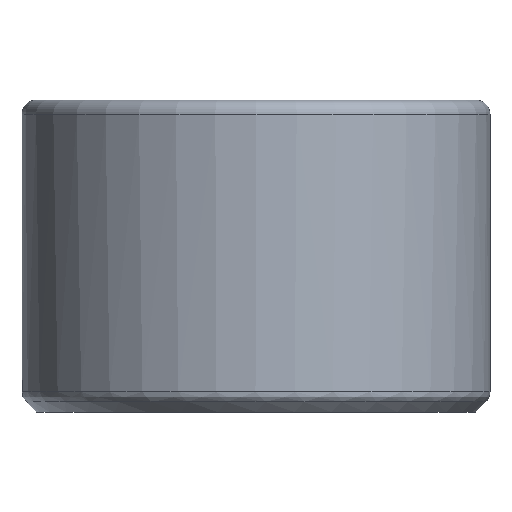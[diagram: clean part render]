
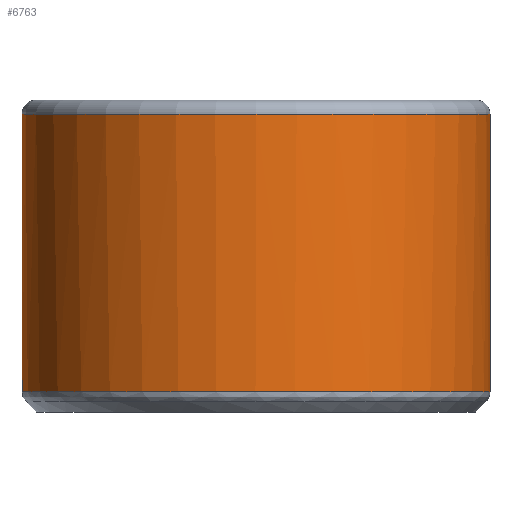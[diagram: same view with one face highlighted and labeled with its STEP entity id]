
A CAD part, front view. The second image highlights one B-rep face of the part: STEP entity #6763.
In plain terms, the highlighted cylindrical face has radius 16.5 mm (diameter 33 mm), a full revolution.
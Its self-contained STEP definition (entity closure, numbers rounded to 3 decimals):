
#6211 = TOROIDAL_SURFACE('',#6212,15.5,1.);
#6212 = AXIS2_PLACEMENT_3D('',#6213,#6214,#6215);
#6213 = CARTESIAN_POINT('',(0.,0.,21.));
#6214 = DIRECTION('',(0.,0.,1.));
#6215 = DIRECTION('',(1.,0.,-0.));
#6578 = VERTEX_POINT('',#6579);
#6579 = CARTESIAN_POINT('',(16.5,0.,21.));
#6599 = EDGE_CURVE('',#6578,#6578,#6600,.T.);
#6600 = SURFACE_CURVE('',#6601,(#6606,#6613),.PCURVE_S1.);
#6601 = CIRCLE('',#6602,16.5);
#6602 = AXIS2_PLACEMENT_3D('',#6603,#6604,#6605);
#6603 = CARTESIAN_POINT('',(0.,0.,21.));
#6604 = DIRECTION('',(0.,0.,1.));
#6605 = DIRECTION('',(1.,0.,-0.));
#6606 = PCURVE('',#6211,#6607);
#6607 = DEFINITIONAL_REPRESENTATION('',(#6608),#6612);
#6608 = LINE('',#6609,#6610);
#6609 = CARTESIAN_POINT('',(0.,0.));
#6610 = VECTOR('',#6611,1.);
#6611 = DIRECTION('',(1.,0.));
#6612 = ( GEOMETRIC_REPRESENTATION_CONTEXT(2) 
PARAMETRIC_REPRESENTATION_CONTEXT() REPRESENTATION_CONTEXT('2D SPACE',''
  ) );
#6613 = PCURVE('',#6614,#6619);
#6614 = CYLINDRICAL_SURFACE('',#6615,16.5);
#6615 = AXIS2_PLACEMENT_3D('',#6616,#6617,#6618);
#6616 = CARTESIAN_POINT('',(0.,0.,0.));
#6617 = DIRECTION('',(-0.,-0.,-1.));
#6618 = DIRECTION('',(1.,0.,0.));
#6619 = DEFINITIONAL_REPRESENTATION('',(#6620),#6624);
#6620 = LINE('',#6621,#6622);
#6621 = CARTESIAN_POINT('',(-0.,-21.));
#6622 = VECTOR('',#6623,1.);
#6623 = DIRECTION('',(-1.,0.));
#6624 = ( GEOMETRIC_REPRESENTATION_CONTEXT(2) 
PARAMETRIC_REPRESENTATION_CONTEXT() REPRESENTATION_CONTEXT('2D SPACE',''
  ) );
#6709 = ( BOUNDED_SURFACE() B_SPLINE_SURFACE(2,14,(
    (#6710,#6711,#6712,#6713,#6714,#6715,#6716,#6717,#6718,#6719,#6720
      ,#6721,#6722,#6723,#6724)
    ,(#6725,#6726,#6727,#6728,#6729,#6730,#6731,#6732,#6733,#6734,#6735
      ,#6736,#6737,#6738,#6739)
    ,(#6740,#6741,#6742,#6743,#6744,#6745,#6746,#6747,#6748,#6749,#6750
      ,#6751,#6752,#6753,#6754
)),.UNSPECIFIED.,.F.,.T.,.F.) B_SPLINE_SURFACE_WITH_KNOTS((3,3),(15,15),
  (0.,103.673),(0.,103.673),
.PIECEWISE_BEZIER_KNOTS.) GEOMETRIC_REPRESENTATION_ITEM() 
RATIONAL_B_SPLINE_SURFACE((
    (1.,1.,1.,1.,1.,1.
      ,1.,1.,1.,1.
      ,1.,1.,1.,1.,1.)
    ,(0.924,0.924,0.924,0.924
      ,0.924,0.924,0.924,0.924
      ,0.924,0.924,0.924,0.924
      ,0.924,0.924,0.924)
    ,(1.,1.,1.,1.,1.,1.
      ,1.,1.,1.,1.
      ,1.,1.,1.,1.,1.
))) REPRESENTATION_ITEM('') SURFACE() );
#6710 = CARTESIAN_POINT('',(16.5,0.,1.414));
#6711 = CARTESIAN_POINT('',(16.5,7.298,
    1.414));
#6712 = CARTESIAN_POINT('',(13.024,14.751,
    1.414));
#6713 = CARTESIAN_POINT('',(5.828,20.418,
    1.414));
#6714 = CARTESIAN_POINT('',(-3.988,22.28,
    1.414));
#6715 = CARTESIAN_POINT('',(-14.155,18.593,
    1.414));
#6716 = CARTESIAN_POINT('',(-20.976,11.293,
    1.414));
#6717 = CARTESIAN_POINT('',(-25.291,0.,
    1.414));
#6718 = CARTESIAN_POINT('',(-20.976,-11.293,
    1.414));
#6719 = CARTESIAN_POINT('',(-14.155,-18.593,
    1.414));
#6720 = CARTESIAN_POINT('',(-3.988,-22.28,
    1.414));
#6721 = CARTESIAN_POINT('',(5.828,-20.418,1.414
    ));
#6722 = CARTESIAN_POINT('',(13.024,-14.751,
    1.414));
#6723 = CARTESIAN_POINT('',(16.5,-7.298,
    1.414));
#6724 = CARTESIAN_POINT('',(16.5,0.,1.414));
#6725 = CARTESIAN_POINT('',(16.5,0.,1.));
#6726 = CARTESIAN_POINT('',(16.5,7.298,1.));
#6727 = CARTESIAN_POINT('',(13.024,14.751,1.));
#6728 = CARTESIAN_POINT('',(5.828,20.418,1.));
#6729 = CARTESIAN_POINT('',(-3.988,22.28,
    1.));
#6730 = CARTESIAN_POINT('',(-14.155,18.593,
    1.));
#6731 = CARTESIAN_POINT('',(-20.976,11.293,
    1.));
#6732 = CARTESIAN_POINT('',(-25.291,0.,
    1.));
#6733 = CARTESIAN_POINT('',(-20.976,-11.293,
    1.));
#6734 = CARTESIAN_POINT('',(-14.155,-18.593,
    1.));
#6735 = CARTESIAN_POINT('',(-3.988,-22.28,
    1.));
#6736 = CARTESIAN_POINT('',(5.828,-20.418,1.));
#6737 = CARTESIAN_POINT('',(13.024,-14.751,1.));
#6738 = CARTESIAN_POINT('',(16.5,-7.298,1.));
#6739 = CARTESIAN_POINT('',(16.5,0.,1.));
#6740 = CARTESIAN_POINT('',(16.207,0.,0.707));
#6741 = CARTESIAN_POINT('',(16.207,7.169,0.707)
  );
#6742 = CARTESIAN_POINT('',(12.793,14.49,
    0.707));
#6743 = CARTESIAN_POINT('',(5.724,20.055,
    0.707));
#6744 = CARTESIAN_POINT('',(-3.917,21.885,
    0.707));
#6745 = CARTESIAN_POINT('',(-13.904,18.263,
    0.707));
#6746 = CARTESIAN_POINT('',(-20.604,11.092,
    0.707));
#6747 = CARTESIAN_POINT('',(-24.842,0.,
    0.707));
#6748 = CARTESIAN_POINT('',(-20.604,-11.092,
    0.707));
#6749 = CARTESIAN_POINT('',(-13.904,-18.263,
    0.707));
#6750 = CARTESIAN_POINT('',(-3.917,-21.885,
    0.707));
#6751 = CARTESIAN_POINT('',(5.724,-20.055,
    0.707));
#6752 = CARTESIAN_POINT('',(12.793,-14.49,
    0.707));
#6753 = CARTESIAN_POINT('',(16.207,-7.169,
    0.707));
#6754 = CARTESIAN_POINT('',(16.207,0.,
    0.707));
#6763 = ADVANCED_FACE('',(#6764),#6614,.T.);
#6764 = FACE_BOUND('',#6765,.F.);
#6765 = EDGE_LOOP('',(#6766,#6789,#6790,#6791));
#6766 = ORIENTED_EDGE('',*,*,#6767,.T.);
#6767 = EDGE_CURVE('',#6768,#6578,#6770,.T.);
#6768 = VERTEX_POINT('',#6769);
#6769 = CARTESIAN_POINT('',(16.5,0.,1.414));
#6770 = SEAM_CURVE('',#6771,(#6775,#6782),.PCURVE_S1.);
#6771 = LINE('',#6772,#6773);
#6772 = CARTESIAN_POINT('',(16.5,0.,0.));
#6773 = VECTOR('',#6774,1.);
#6774 = DIRECTION('',(0.,0.,1.));
#6775 = PCURVE('',#6614,#6776);
#6776 = DEFINITIONAL_REPRESENTATION('',(#6777),#6781);
#6777 = LINE('',#6778,#6779);
#6778 = CARTESIAN_POINT('',(-0.,0.));
#6779 = VECTOR('',#6780,1.);
#6780 = DIRECTION('',(-0.,-1.));
#6781 = ( GEOMETRIC_REPRESENTATION_CONTEXT(2) 
PARAMETRIC_REPRESENTATION_CONTEXT() REPRESENTATION_CONTEXT('2D SPACE',''
  ) );
#6782 = PCURVE('',#6614,#6783);
#6783 = DEFINITIONAL_REPRESENTATION('',(#6784),#6788);
#6784 = LINE('',#6785,#6786);
#6785 = CARTESIAN_POINT('',(-6.283,0.));
#6786 = VECTOR('',#6787,1.);
#6787 = DIRECTION('',(-0.,-1.));
#6788 = ( GEOMETRIC_REPRESENTATION_CONTEXT(2) 
PARAMETRIC_REPRESENTATION_CONTEXT() REPRESENTATION_CONTEXT('2D SPACE',''
  ) );
#6789 = ORIENTED_EDGE('',*,*,#6599,.T.);
#6790 = ORIENTED_EDGE('',*,*,#6767,.F.);
#6791 = ORIENTED_EDGE('',*,*,#6792,.F.);
#6792 = EDGE_CURVE('',#6768,#6768,#6793,.T.);
#6793 = SURFACE_CURVE('',#6794,(#6810,#6834),.PCURVE_S1.);
#6794 = ( BOUNDED_CURVE() B_SPLINE_CURVE(14,(#6795,#6796,#6797,#6798,
    #6799,#6800,#6801,#6802,#6803,#6804,#6805,#6806,#6807,#6808,#6809),
.UNSPECIFIED.,.T.,.F.) B_SPLINE_CURVE_WITH_KNOTS((15,15),(
0.,103.673),.PIECEWISE_BEZIER_KNOTS.) CURVE() 
GEOMETRIC_REPRESENTATION_ITEM() RATIONAL_B_SPLINE_CURVE((1.,1.,
    1.,1.,1.,1.,
    1.,1.,1.,1.,
    1.,1.,1.,1.,1.)) 
REPRESENTATION_ITEM('') );
#6795 = CARTESIAN_POINT('',(16.5,0.,1.414));
#6796 = CARTESIAN_POINT('',(16.5,7.298,
    1.414));
#6797 = CARTESIAN_POINT('',(13.024,14.751,
    1.414));
#6798 = CARTESIAN_POINT('',(5.828,20.418,
    1.414));
#6799 = CARTESIAN_POINT('',(-3.988,22.28,
    1.414));
#6800 = CARTESIAN_POINT('',(-14.155,18.593,
    1.414));
#6801 = CARTESIAN_POINT('',(-20.976,11.293,
    1.414));
#6802 = CARTESIAN_POINT('',(-25.291,0.,
    1.414));
#6803 = CARTESIAN_POINT('',(-20.976,-11.293,
    1.414));
#6804 = CARTESIAN_POINT('',(-14.155,-18.593,
    1.414));
#6805 = CARTESIAN_POINT('',(-3.988,-22.28,
    1.414));
#6806 = CARTESIAN_POINT('',(5.828,-20.418,1.414
    ));
#6807 = CARTESIAN_POINT('',(13.024,-14.751,
    1.414));
#6808 = CARTESIAN_POINT('',(16.5,-7.298,
    1.414));
#6809 = CARTESIAN_POINT('',(16.5,0.,1.414));
#6810 = PCURVE('',#6614,#6811);
#6811 = DEFINITIONAL_REPRESENTATION('',(#6812),#6833);
#6812 = B_SPLINE_CURVE_WITH_KNOTS('',10,(#6813,#6814,#6815,#6816,#6817,
    #6818,#6819,#6820,#6821,#6822,#6823,#6824,#6825,#6826,#6827,#6828,
    #6829,#6830,#6831,#6832),.UNSPECIFIED.,.F.,.F.,(11,9,11),(
    0.,51.836,103.673),.UNSPECIFIED.);
#6813 = CARTESIAN_POINT('',(0.,-1.414));
#6814 = CARTESIAN_POINT('',(-0.31,-1.414));
#6815 = CARTESIAN_POINT('',(-0.624,-1.414));
#6816 = CARTESIAN_POINT('',(-0.94,-1.414));
#6817 = CARTESIAN_POINT('',(-1.256,-1.414));
#6818 = CARTESIAN_POINT('',(-1.57,-1.414));
#6819 = CARTESIAN_POINT('',(-1.885,-1.414));
#6820 = CARTESIAN_POINT('',(-2.199,-1.414));
#6821 = CARTESIAN_POINT('',(-2.513,-1.414));
#6822 = CARTESIAN_POINT('',(-2.827,-1.414));
#6823 = CARTESIAN_POINT('',(-3.456,-1.414));
#6824 = CARTESIAN_POINT('',(-3.77,-1.414));
#6825 = CARTESIAN_POINT('',(-4.084,-1.414));
#6826 = CARTESIAN_POINT('',(-4.398,-1.414));
#6827 = CARTESIAN_POINT('',(-4.713,-1.414));
#6828 = CARTESIAN_POINT('',(-5.027,-1.414));
#6829 = CARTESIAN_POINT('',(-5.343,-1.414));
#6830 = CARTESIAN_POINT('',(-5.659,-1.414));
#6831 = CARTESIAN_POINT('',(-5.974,-1.414));
#6832 = CARTESIAN_POINT('',(-6.283,-1.414));
#6833 = ( GEOMETRIC_REPRESENTATION_CONTEXT(2) 
PARAMETRIC_REPRESENTATION_CONTEXT() REPRESENTATION_CONTEXT('2D SPACE',''
  ) );
#6834 = PCURVE('',#6709,#6835);
#6835 = DEFINITIONAL_REPRESENTATION('',(#6836),#6840);
#6836 = LINE('',#6837,#6838);
#6837 = CARTESIAN_POINT('',(0.,0.));
#6838 = VECTOR('',#6839,1.);
#6839 = DIRECTION('',(0.,1.));
#6840 = ( GEOMETRIC_REPRESENTATION_CONTEXT(2) 
PARAMETRIC_REPRESENTATION_CONTEXT() REPRESENTATION_CONTEXT('2D SPACE',''
  ) );
